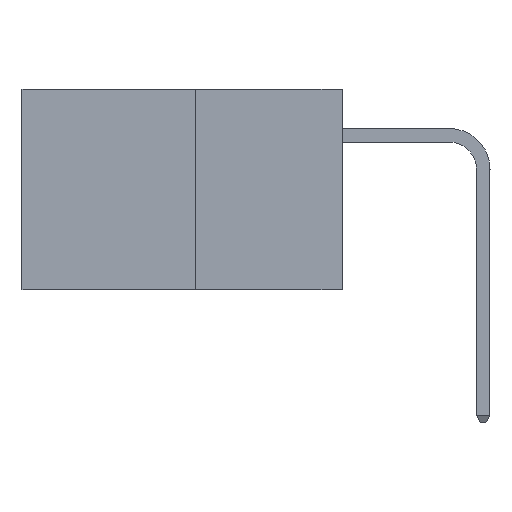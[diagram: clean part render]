
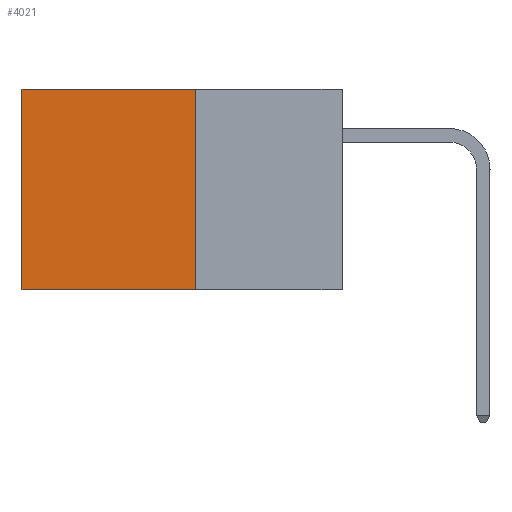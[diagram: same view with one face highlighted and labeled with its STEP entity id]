
A CAD part, left-side view. The second image highlights one B-rep face of the part: STEP entity #4021.
In plain terms, the highlighted planar face has unit normal (-1, 0, 0).
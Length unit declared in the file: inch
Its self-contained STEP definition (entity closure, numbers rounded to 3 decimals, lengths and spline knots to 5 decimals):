
#268 = DIRECTION ( 'NONE',  ( 0., 0., -1. ) ) ;
#533 = LINE ( 'NONE', #16994, #18437 ) ;
#1901 = CARTESIAN_POINT ( 'NONE',  ( 0.277, 0.27, -0.37 ) ) ;
#2049 = ORIENTED_EDGE ( 'NONE', *, *, #13721, .F. ) ;
#2194 = VERTEX_POINT ( 'NONE', #8012 ) ;
#2300 = LINE ( 'NONE', #3952, #16162 ) ;
#2418 = EDGE_CURVE ( 'NONE', #22328, #6858, #11934, .T. ) ;
#2781 = ORIENTED_EDGE ( 'NONE', *, *, #7498, .T. ) ;
#3952 = CARTESIAN_POINT ( 'NONE',  ( 0.277, 0.59, -0.37 ) ) ;
#4021 = ADVANCED_FACE ( 'NONE', ( #14693 ), #9566, .F. ) ;
#4670 = VECTOR ( 'NONE', #22202, 39.37008 ) ;
#6563 = AXIS2_PLACEMENT_3D ( 'NONE', #14621, #7362, #268 ) ;
#6858 = VERTEX_POINT ( 'NONE', #21449 ) ;
#7362 = DIRECTION ( 'NONE',  ( 1., 0., 0. ) ) ;
#7498 = EDGE_CURVE ( 'NONE', #2194, #15407, #9469, .T. ) ;
#8012 = CARTESIAN_POINT ( 'NONE',  ( 0.277, 0.27, 0. ) ) ;
#9469 = LINE ( 'NONE', #20098, #4670 ) ;
#9566 = PLANE ( 'NONE',  #6563 ) ;
#10698 = EDGE_LOOP ( 'NONE', ( #22232, #18666, #2049, #2781 ) ) ;
#11934 = LINE ( 'NONE', #22722, #16188 ) ;
#13721 = EDGE_CURVE ( 'NONE', #2194, #22328, #533, .T. ) ;
#14621 = CARTESIAN_POINT ( 'NONE',  ( 0.277, 0.27, -0.37 ) ) ;
#14693 = FACE_OUTER_BOUND ( 'NONE', #10698, .T. ) ;
#15407 = VERTEX_POINT ( 'NONE', #20782 ) ;
#16162 = VECTOR ( 'NONE', #21904, 39.37008 ) ;
#16188 = VECTOR ( 'NONE', #21907, 39.37008 ) ;
#16994 = CARTESIAN_POINT ( 'NONE',  ( 0.277, 0.27, -0.37 ) ) ;
#18437 = VECTOR ( 'NONE', #22318, 39.37008 ) ;
#18666 = ORIENTED_EDGE ( 'NONE', *, *, #2418, .F. ) ;
#19214 = EDGE_CURVE ( 'NONE', #15407, #6858, #2300, .T. ) ;
#20098 = CARTESIAN_POINT ( 'NONE',  ( 0.277, 0.27, 0. ) ) ;
#20782 = CARTESIAN_POINT ( 'NONE',  ( 0.277, 0.59, 0. ) ) ;
#21449 = CARTESIAN_POINT ( 'NONE',  ( 0.277, 0.59, -0.37 ) ) ;
#21904 = DIRECTION ( 'NONE',  ( 0., 0., -1. ) ) ;
#21907 = DIRECTION ( 'NONE',  ( 0., 1., 0. ) ) ;
#22202 = DIRECTION ( 'NONE',  ( 0., 1., 0. ) ) ;
#22232 = ORIENTED_EDGE ( 'NONE', *, *, #19214, .T. ) ;
#22318 = DIRECTION ( 'NONE',  ( 0., 0., -1. ) ) ;
#22328 = VERTEX_POINT ( 'NONE', #1901 ) ;
#22722 = CARTESIAN_POINT ( 'NONE',  ( 0.277, 0.27, -0.37 ) ) ;
